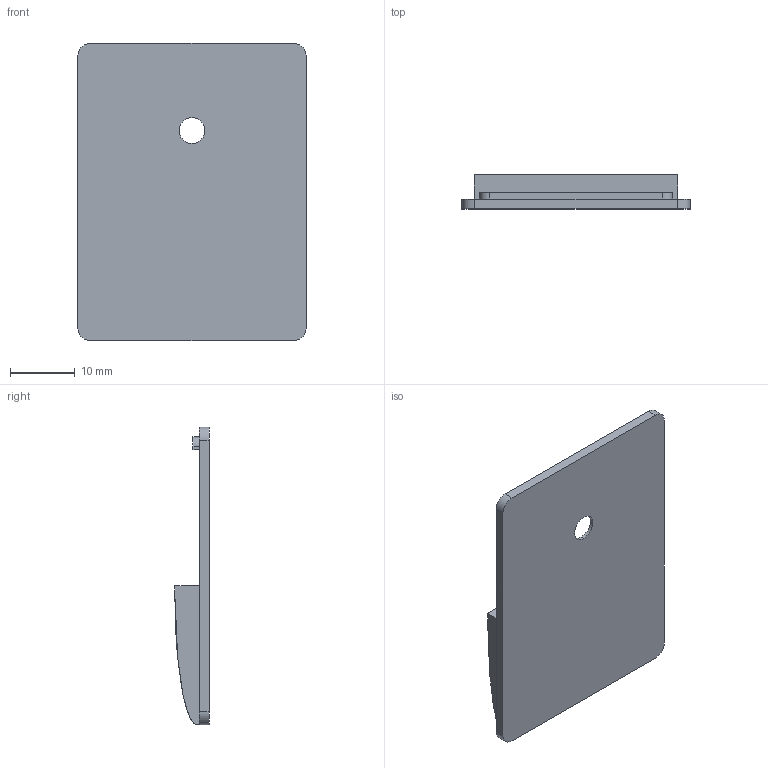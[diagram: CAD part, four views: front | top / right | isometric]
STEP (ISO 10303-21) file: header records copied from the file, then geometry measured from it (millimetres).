
FILE_DESCRIPTION (( 'STEP AP214' ), '1' );
FILE_NAME ('matrix lid.STEP', '2024-04-25T12:39:35', ( '' ), ( '' ), 'SwSTEP 2.0', 'SolidWorks 2023', '' );
FILE_SCHEMA (( 'AUTOMOTIVE_DESIGN' ));
Length unit declared in the file: millimetre
Products named in the file (1): matrix lid
Bounding box: 35.3 x 5.3 x 46 mm (x, y, z)
Volume: 4547.4 mm3; surface area: 3815.1 mm2
Topology: 1 solids, 1 shells, 26 faces, 67 edges, 44 vertices
Faces by surface type: plane 15, cylinder 8, cone 2, bspline 1
Entity records: 829 total; most frequent: CARTESIAN_POINT 165, ORIENTED_EDGE 134, DIRECTION 131, EDGE_CURVE 67, AXIS2_PLACEMENT_3D 44, VERTEX_POINT 44, VECTOR 43, LINE 43
